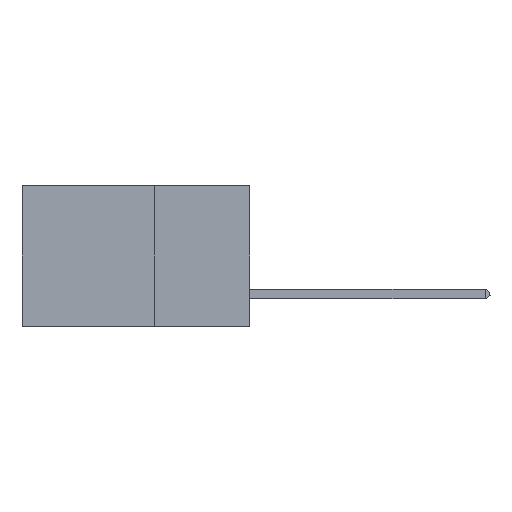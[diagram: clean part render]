
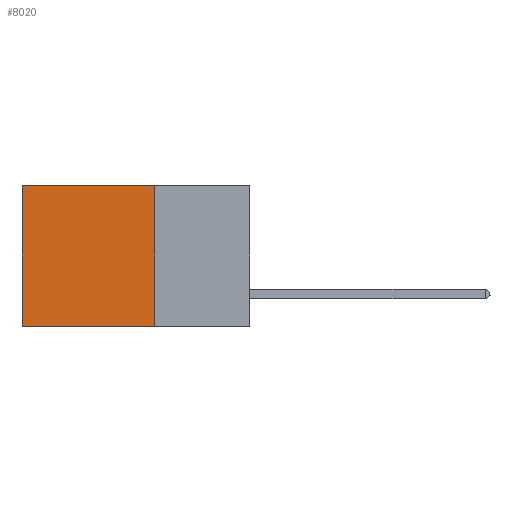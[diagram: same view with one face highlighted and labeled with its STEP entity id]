
A CAD part, left-side view. The second image highlights one B-rep face of the part: STEP entity #8020.
In plain terms, the highlighted planar face has unit normal (-1, 0, 0).
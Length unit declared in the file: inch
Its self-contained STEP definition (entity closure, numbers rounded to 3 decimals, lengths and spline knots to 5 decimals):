
#52 = DIRECTION ( 'NONE',  ( 1., 0., 0. ) ) ;
#437 = LINE ( 'NONE', #4613, #10646 ) ;
#872 = LINE ( 'NONE', #11268, #4086 ) ;
#1091 = DIRECTION ( 'NONE',  ( 0., 0., -1. ) ) ;
#2324 = VECTOR ( 'NONE', #8689, 39.37008 ) ;
#2426 = CARTESIAN_POINT ( 'NONE',  ( 0.2875, 0.25, -0.37 ) ) ;
#3114 = ORIENTED_EDGE ( 'NONE', *, *, #12965, .T. ) ;
#3224 = DIRECTION ( 'NONE',  ( 0., 1., 0. ) ) ;
#3680 = EDGE_CURVE ( 'NONE', #4554, #8761, #12123, .T. ) ;
#4031 = VERTEX_POINT ( 'NONE', #6877 ) ;
#4065 = EDGE_CURVE ( 'NONE', #4554, #4031, #437, .T. ) ;
#4086 = VECTOR ( 'NONE', #12345, 39.37008 ) ;
#4314 = ORIENTED_EDGE ( 'NONE', *, *, #14727, .F. ) ;
#4554 = VERTEX_POINT ( 'NONE', #12605 ) ;
#4613 = CARTESIAN_POINT ( 'NONE',  ( 0.2875, 0.25, 0. ) ) ;
#6098 = PLANE ( 'NONE',  #6674 ) ;
#6651 = ORIENTED_EDGE ( 'NONE', *, *, #4065, .T. ) ;
#6674 = AXIS2_PLACEMENT_3D ( 'NONE', #15495, #52, #1091 ) ;
#6877 = CARTESIAN_POINT ( 'NONE',  ( 0.2875, 0.6, 0. ) ) ;
#7336 = LINE ( 'NONE', #12651, #8141 ) ;
#7650 = CARTESIAN_POINT ( 'NONE',  ( 0.2875, 0.6, -0.37 ) ) ;
#8020 = ADVANCED_FACE ( 'NONE', ( #10937 ), #6098, .F. ) ;
#8141 = VECTOR ( 'NONE', #10469, 39.37008 ) ;
#8689 = DIRECTION ( 'NONE',  ( 0., 0., -1. ) ) ;
#8761 = VERTEX_POINT ( 'NONE', #2426 ) ;
#9838 = CARTESIAN_POINT ( 'NONE',  ( 0.2875, 0.25, 0. ) ) ;
#9939 = ORIENTED_EDGE ( 'NONE', *, *, #3680, .F. ) ;
#10469 = DIRECTION ( 'NONE',  ( 0., 0., -1. ) ) ;
#10646 = VECTOR ( 'NONE', #3224, 39.37008 ) ;
#10937 = FACE_OUTER_BOUND ( 'NONE', #14210, .T. ) ;
#11268 = CARTESIAN_POINT ( 'NONE',  ( 0.2875, 0.25, -0.37 ) ) ;
#12123 = LINE ( 'NONE', #9838, #2324 ) ;
#12209 = VERTEX_POINT ( 'NONE', #7650 ) ;
#12345 = DIRECTION ( 'NONE',  ( 0., 1., 0. ) ) ;
#12605 = CARTESIAN_POINT ( 'NONE',  ( 0.2875, 0.25, 0. ) ) ;
#12651 = CARTESIAN_POINT ( 'NONE',  ( 0.2875, 0.6, 0. ) ) ;
#12965 = EDGE_CURVE ( 'NONE', #4031, #12209, #7336, .T. ) ;
#14210 = EDGE_LOOP ( 'NONE', ( #3114, #4314, #9939, #6651 ) ) ;
#14727 = EDGE_CURVE ( 'NONE', #8761, #12209, #872, .T. ) ;
#15495 = CARTESIAN_POINT ( 'NONE',  ( 0.2875, 0.25, 0. ) ) ;
